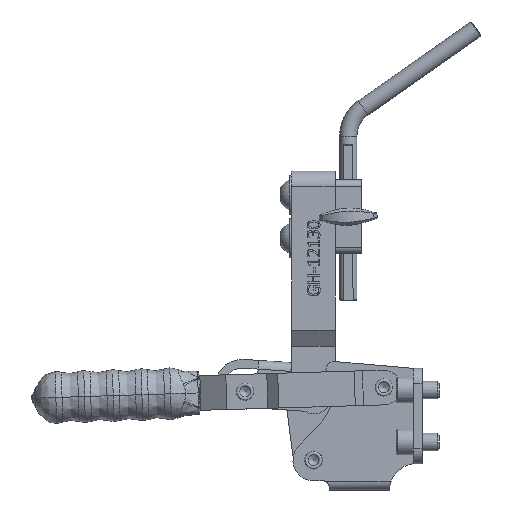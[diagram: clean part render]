
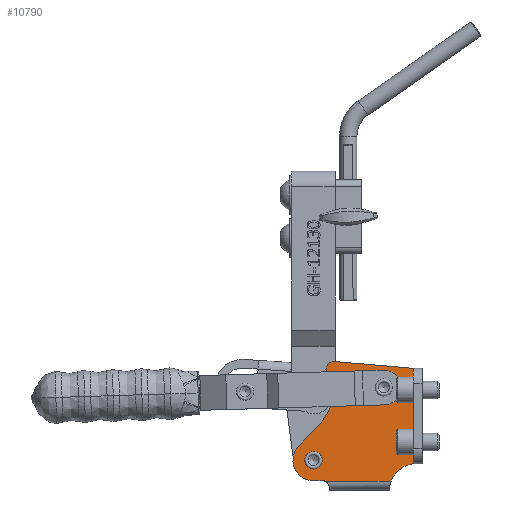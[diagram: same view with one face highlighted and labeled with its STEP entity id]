
A CAD part, left-side view. The second image highlights one B-rep face of the part: STEP entity #10790.
In plain terms, the highlighted planar face has unit normal (-1, 0, 0).
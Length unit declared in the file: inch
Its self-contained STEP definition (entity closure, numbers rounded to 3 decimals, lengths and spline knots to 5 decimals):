
#761=FACE_BOUND('',#2009,.T.);
#762=FACE_BOUND('',#2010,.T.);
#887=CIRCLE('',#11648,0.11811);
#923=CIRCLE('',#11713,0.09646);
#926=CIRCLE('',#11723,0.29528);
#928=CIRCLE('',#11726,0.98425);
#930=CIRCLE('',#11730,0.29528);
#931=CIRCLE('',#11733,0.09843);
#933=CIRCLE('',#11736,0.3937);
#935=CIRCLE('',#11740,0.12598);
#1385=FACE_OUTER_BOUND('',#2008,.T.);
#2008=EDGE_LOOP('',(#7564,#7565,#7566,#7567,#7568,#7569,#7570,#7571,#7572,
#7573,#7574));
#2009=EDGE_LOOP('',(#7575));
#2010=EDGE_LOOP('',(#7576));
#2737=LINE('',#15405,#3608);
#2743=LINE('',#15431,#3614);
#2755=LINE('',#15463,#3626);
#2759=LINE('',#15475,#3630);
#2761=LINE('',#15484,#3632);
#3608=VECTOR('',#12909,0.3937);
#3614=VECTOR('',#12919,1.);
#3626=VECTOR('',#12951,1.);
#3630=VECTOR('',#12963,1.);
#3632=VECTOR('',#12979,1.);
#4409=VERTEX_POINT('',#15182);
#4410=VERTEX_POINT('',#15183);
#4471=VERTEX_POINT('',#15383);
#4473=VERTEX_POINT('',#15389);
#4474=VERTEX_POINT('',#15404);
#4477=VERTEX_POINT('',#15427);
#4478=VERTEX_POINT('',#15429);
#4484=VERTEX_POINT('',#15449);
#4486=VERTEX_POINT('',#15455);
#4488=VERTEX_POINT('',#15461);
#4490=VERTEX_POINT('',#15467);
#4492=VERTEX_POINT('',#15473);
#4493=VERTEX_POINT('',#15486);
#5526=EDGE_CURVE('',#4409,#4410,#887,.T.);
#5614=EDGE_CURVE('',#4471,#4471,#923,.T.);
#5618=EDGE_CURVE('',#4473,#4474,#2737,.T.);
#5625=EDGE_CURVE('',#4478,#4477,#2743,.F.);
#5635=EDGE_CURVE('',#4484,#4409,#926,.T.);
#5638=EDGE_CURVE('',#4486,#4484,#928,.T.);
#5641=EDGE_CURVE('',#4488,#4486,#2755,.T.);
#5644=EDGE_CURVE('',#4490,#4488,#930,.T.);
#5647=EDGE_CURVE('',#4492,#4490,#2759,.T.);
#5648=EDGE_CURVE('',#4474,#4492,#931,.T.);
#5650=EDGE_CURVE('',#4477,#4473,#933,.T.);
#5653=EDGE_CURVE('',#4410,#4478,#2761,.T.);
#5654=EDGE_CURVE('',#4493,#4493,#935,.T.);
#7564=ORIENTED_EDGE('',*,*,#5648,.F.);
#7565=ORIENTED_EDGE('',*,*,#5618,.F.);
#7566=ORIENTED_EDGE('',*,*,#5650,.F.);
#7567=ORIENTED_EDGE('',*,*,#5625,.F.);
#7568=ORIENTED_EDGE('',*,*,#5653,.F.);
#7569=ORIENTED_EDGE('',*,*,#5526,.F.);
#7570=ORIENTED_EDGE('',*,*,#5635,.F.);
#7571=ORIENTED_EDGE('',*,*,#5638,.F.);
#7572=ORIENTED_EDGE('',*,*,#5641,.F.);
#7573=ORIENTED_EDGE('',*,*,#5644,.F.);
#7574=ORIENTED_EDGE('',*,*,#5647,.F.);
#7575=ORIENTED_EDGE('',*,*,#5654,.T.);
#7576=ORIENTED_EDGE('',*,*,#5614,.F.);
#10151=PLANE('',#11743);
#10790=ADVANCED_FACE('',(#1385,#761,#762),#10151,.T.);
#11648=AXIS2_PLACEMENT_3D('',#15184,#12722,#12723);
#11713=AXIS2_PLACEMENT_3D('',#15384,#12902,#12903);
#11723=AXIS2_PLACEMENT_3D('',#15451,#12938,#12939);
#11726=AXIS2_PLACEMENT_3D('',#15457,#12945,#12946);
#11730=AXIS2_PLACEMENT_3D('',#15469,#12957,#12958);
#11733=AXIS2_PLACEMENT_3D('',#15477,#12966,#12967);
#11736=AXIS2_PLACEMENT_3D('',#15480,#12972,#12973);
#11740=AXIS2_PLACEMENT_3D('',#15487,#12982,#12983);
#11743=AXIS2_PLACEMENT_3D('',#15492,#12989,#12990);
#12722=DIRECTION('center_axis',(1.,0.,0.));
#12723=DIRECTION('ref_axis',(0.,-0.996,-0.087));
#12902=DIRECTION('center_axis',(-1.,0.,0.));
#12903=DIRECTION('ref_axis',(0.,0.,-1.));
#12909=DIRECTION('',(0.,0.,1.));
#12919=DIRECTION('',(0.,-1.,0.));
#12938=DIRECTION('center_axis',(-1.,0.,0.));
#12939=DIRECTION('ref_axis',(0.,-0.729,-0.685));
#12945=DIRECTION('center_axis',(-1.,0.,0.));
#12946=DIRECTION('ref_axis',(0.,0.235,-0.972));
#12951=DIRECTION('',(0.,-0.721,-0.693));
#12957=DIRECTION('center_axis',(1.,0.,0.));
#12958=DIRECTION('ref_axis',(0.,-0.693,0.721));
#12963=DIRECTION('',(0.,0.,1.));
#12966=DIRECTION('center_axis',(-1.,0.,0.));
#12967=DIRECTION('ref_axis',(0.,-1.,0.));
#12972=DIRECTION('center_axis',(-1.,0.,0.));
#12973=DIRECTION('ref_axis',(0.,-0.353,0.936));
#12979=DIRECTION('',(0.,0.087,-0.996));
#12982=DIRECTION('center_axis',(1.,0.,0.));
#12983=DIRECTION('ref_axis',(0.,0.,1.));
#12989=DIRECTION('center_axis',(-1.,0.,0.));
#12990=DIRECTION('ref_axis',(0.,-1.,0.));
#15182=CARTESIAN_POINT('',(-0.25197,-1.26912,1.34698));
#15183=CARTESIAN_POINT('',(-0.25197,-1.47286,1.25583));
#15184=CARTESIAN_POINT('Origin',(-0.25197,-1.3552,1.26612));
#15383=CARTESIAN_POINT('',(-0.25197,-1.09843,0.64764));
#15384=CARTESIAN_POINT('Origin',(-0.25197,-1.09843,0.55118));
#15389=CARTESIAN_POINT('',(-0.25197,0.25197,0.44721));
#15404=CARTESIAN_POINT('',(-0.25197,0.25197,1.40131));
#15405=CARTESIAN_POINT('',(-0.25197,0.25197,0.44721));
#15427=CARTESIAN_POINT('',(-0.25197,0.,0.12598));
#15429=CARTESIAN_POINT('',(-0.25197,-1.37402,0.12598));
#15431=CARTESIAN_POINT('',(-0.25197,-0.56102,0.12598));
#15449=CARTESIAN_POINT('',(-0.25197,-0.98451,1.2622));
#15451=CARTESIAN_POINT('Origin',(-0.25197,-1.05395,1.5492));
#15455=CARTESIAN_POINT('',(-0.25197,-0.53349,1.50957));
#15457=CARTESIAN_POINT('Origin',(-0.25197,-1.21587,2.21888));
#15461=CARTESIAN_POINT('',(-0.25197,-0.25472,1.77775));
#15463=CARTESIAN_POINT('',(-0.25197,-0.53578,1.50737));
#15467=CARTESIAN_POINT('',(-0.25197,0.24527,1.56496));
#15469=CARTESIAN_POINT('Origin',(-0.25197,-0.05001,
1.56496));
#15473=CARTESIAN_POINT('',(-0.25197,0.24527,1.43701));
#15475=CARTESIAN_POINT('',(-0.25197,0.24527,0.7815));
#15477=CARTESIAN_POINT('Origin',(-0.25197,0.34369,1.43701));
#15480=CARTESIAN_POINT('Origin',(-0.25197,0.39087,0.07882));
#15484=CARTESIAN_POINT('',(-0.25197,-1.41726,0.62032));
#15486=CARTESIAN_POINT('',(-0.25197,-0.05001,1.69094));
#15487=CARTESIAN_POINT('Origin',(-0.25197,-0.05001,
1.56496));
#15492=CARTESIAN_POINT('Origin',(-0.25197,0.25197,0.12598));
